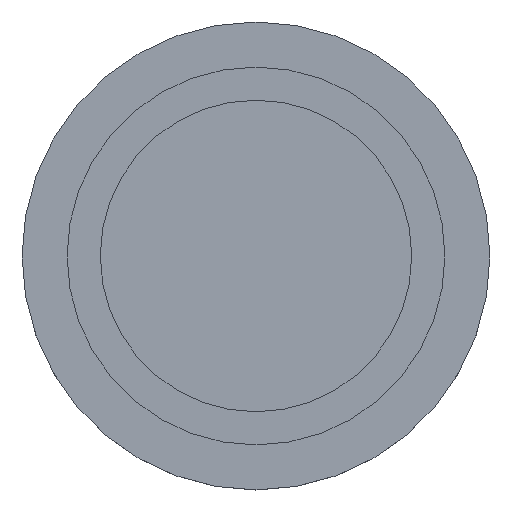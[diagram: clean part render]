
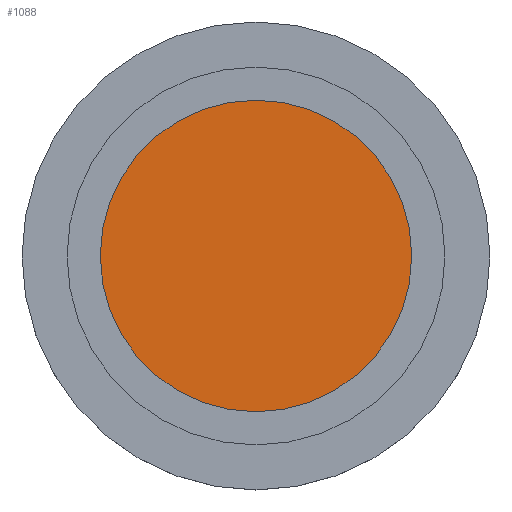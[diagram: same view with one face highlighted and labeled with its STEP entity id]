
A CAD part, top view. The second image highlights one B-rep face of the part: STEP entity #1088.
In plain terms, the highlighted face is planar.
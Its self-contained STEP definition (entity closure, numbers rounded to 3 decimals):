
#1045=CARTESIAN_POINT('Vertex',(-247.296,0.,0.)) ;
#1052=CARTESIAN_POINT('Vertex',(247.296,0.,0.)) ;
#1055=CARTESIAN_POINT('Axis2P3D Location',(0.,0.,0.)) ;
#1067=CARTESIAN_POINT('Axis2P3D Location',(0.,0.,0.)) ;
#1079=CARTESIAN_POINT('Axis2P3D Location',(0.,0.,0.)) ;
#1056=DIRECTION('Axis2P3D Direction',(0.,0.,1.)) ;
#1068=DIRECTION('Axis2P3D Direction',(0.,0.,1.)) ;
#1080=DIRECTION('Axis2P3D Direction',(0.,0.,1.)) ;
#1081=DIRECTION('Axis2P3D XDirection',(1.,0.,0.)) ;
#1057=AXIS2_PLACEMENT_3D('Circle Axis2P3D',#1055,#1056,$) ;
#1069=AXIS2_PLACEMENT_3D('Circle Axis2P3D',#1067,#1068,$) ;
#1082=AXIS2_PLACEMENT_3D('Plane Axis2P3D',#1079,#1080,#1081) ;
#1085=ORIENTED_EDGE('',*,*,#1059,.F.) ;
#1086=ORIENTED_EDGE('',*,*,#1071,.F.) ;
#1088=ADVANCED_FACE('PartBody',(#1087),#1083,.F.) ;
#1058=CIRCLE('generated circle',#1057,247.296) ;
#1070=CIRCLE('generated circle',#1069,247.296) ;
#1059=EDGE_CURVE('',#1053,#1046,#1058,.T.) ;
#1071=EDGE_CURVE('',#1046,#1053,#1070,.T.) ;
#1084=EDGE_LOOP('',(#1085,#1086)) ;
#1087=FACE_OUTER_BOUND('',#1084,.T.) ;
#1083=PLANE('',#1082) ;
#1046=VERTEX_POINT('',#1045) ;
#1053=VERTEX_POINT('',#1052) ;
